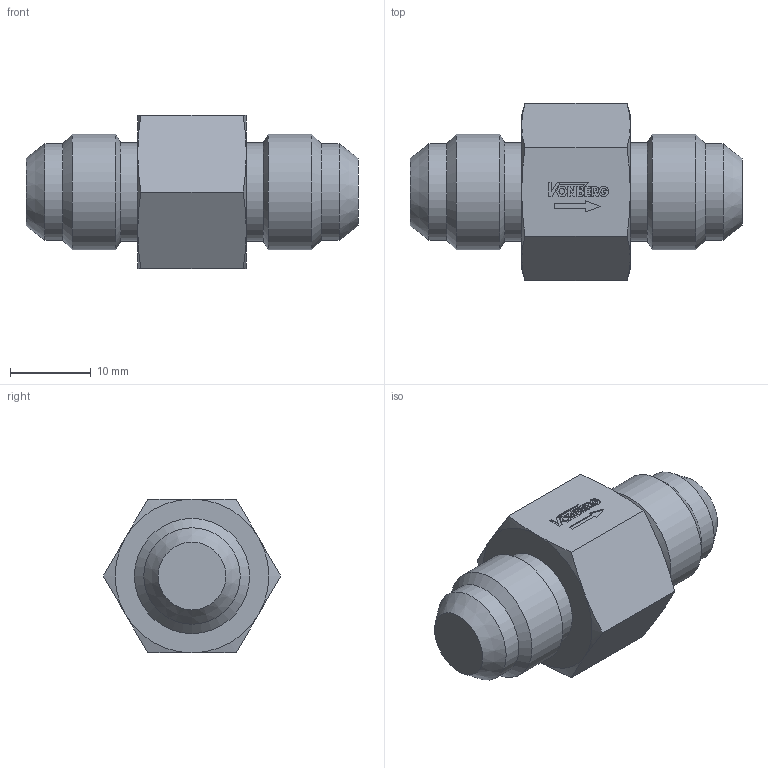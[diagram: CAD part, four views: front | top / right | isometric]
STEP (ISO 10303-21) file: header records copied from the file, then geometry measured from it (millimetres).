
FILE_DESCRIPTION((''),'2;1');
FILE_NAME('1906.stp','2014-12-30T16:09:00',('jml'),(''),'Autodesk Inventor 2010','Autodesk Inventor 2010','');
FILE_SCHEMA(('AUTOMOTIVE_DESIGN { 1 0 10303 214 1 1 1 1 }'));
Length unit declared in the file: inch
Products named in the file (1): 1906
Bounding box: 41.15 x 22 x 19.05 mm (x, y, z)
Volume: 7808.3 mm3; surface area: 2625.2 mm2
Topology: 1 solids, 1 shells, 132 faces, 323 edges, 208 vertices
Faces by surface type: plane 93, cylinder 21, cone 18
Full cylindrical faces by diameter (mm): 0.696 x1, 11.963 x2, 12.167 x2, 14.275 x2
Entity records: 3789 total; most frequent: CARTESIAN_POINT 699, ORIENTED_EDGE 620, DIRECTION 608, EDGE_CURVE 310, VECTOR 230, LINE 230, VERTEX_POINT 208, AXIS2_PLACEMENT_3D 189
